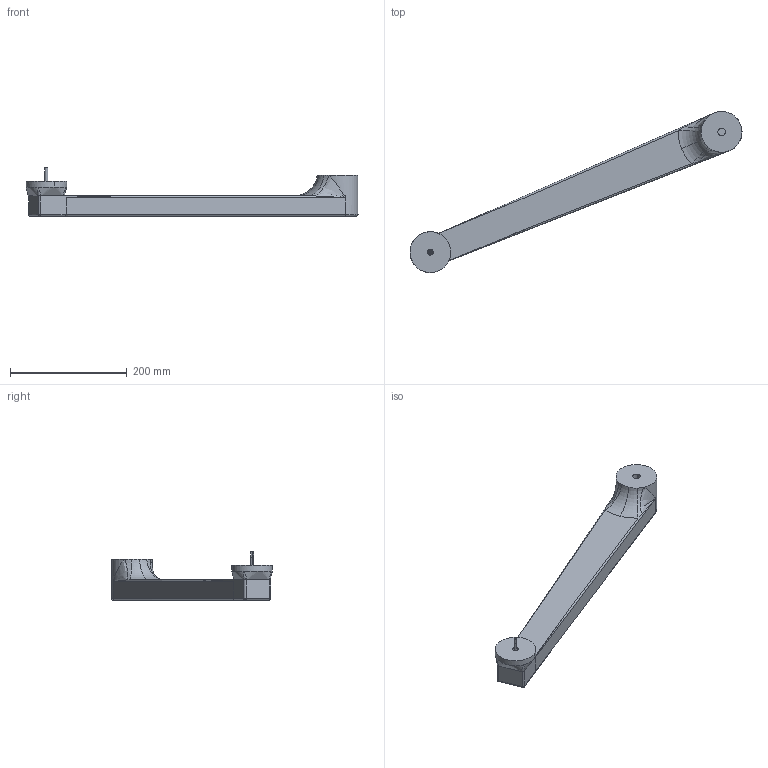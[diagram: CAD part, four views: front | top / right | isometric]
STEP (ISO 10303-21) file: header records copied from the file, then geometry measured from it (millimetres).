
FILE_DESCRIPTION (( 'STEP AP203' ), '1' );
FILE_NAME ('Link1_Default_sldprt.STEP', '2023-02-01T17:18:58', ( '' ), ( '' ), 'SwSTEP 2.0', 'SolidWorks 2022', '' );
FILE_SCHEMA (( 'CONFIG_CONTROL_DESIGN' ));
Length unit declared in the file: inch
Products named in the file (1): Link1_Default_sldprt
Bounding box: 569.86 x 276.35 x 83 mm (x, y, z)
Volume: 1431951.2 mm3; surface area: 161210.8 mm2
Topology: 6 solids, 6 shells, 208 faces, 485 edges, 297 vertices
Faces by surface type: plane 90, cylinder 71, torus 33, bspline 12, sphere 2
Entity records: 6727 total; most frequent: CARTESIAN_POINT 1940, DIRECTION 994, ORIENTED_EDGE 956, EDGE_CURVE 478, AXIS2_PLACEMENT_3D 369, VERTEX_POINT 297, LINE 256, VECTOR 256
